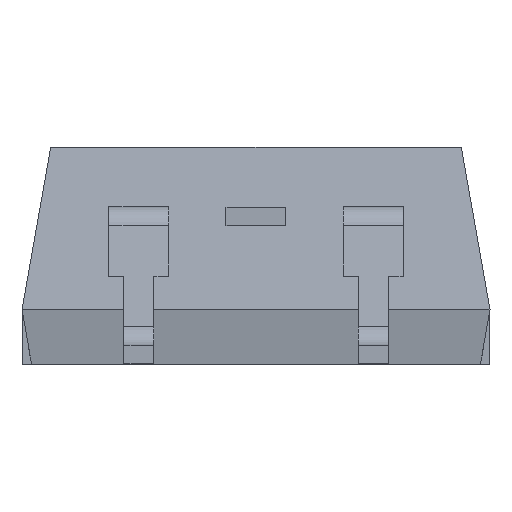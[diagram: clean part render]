
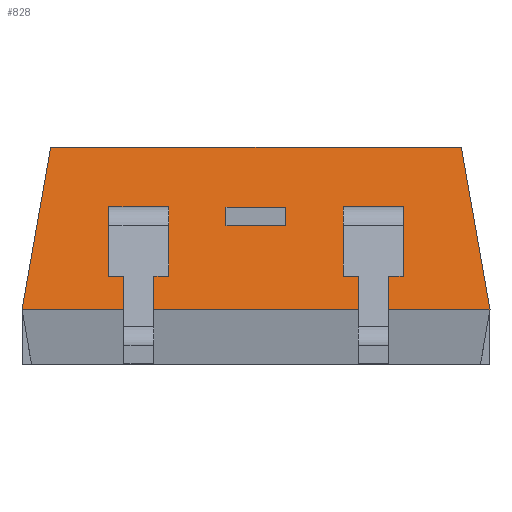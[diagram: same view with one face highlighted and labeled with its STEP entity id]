
A CAD part, top view. The second image highlights one B-rep face of the part: STEP entity #828.
In plain terms, the highlighted planar face has unit normal (0, 0.174, 0.985).
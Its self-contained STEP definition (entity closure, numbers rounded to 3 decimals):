
#10 = LINE ( 'NONE', #380, #472 ) ;
#108 = DIRECTION ( 'NONE',  ( 0., 0.174, 0.985 ) ) ;
#150 = CARTESIAN_POINT ( 'NONE',  ( -4.448, 3.525, 3.953 ) ) ;
#207 = VECTOR ( 'NONE', #346, 1000. ) ;
#214 = CARTESIAN_POINT ( 'NONE',  ( -5.07, 3.525, 3.953 ) ) ;
#232 = EDGE_CURVE ( 'NONE', #1187, #889, #792, .T. ) ;
#251 = DIRECTION ( 'NONE',  ( 0.171, -0.97, 0.171 ) ) ;
#346 = DIRECTION ( 'NONE',  ( 1., 0., 0. ) ) ;
#380 = CARTESIAN_POINT ( 'NONE',  ( -5.07, 0., 4.575 ) ) ;
#405 = ORIENTED_EDGE ( 'NONE', *, *, #232, .T. ) ;
#448 = AXIS2_PLACEMENT_3D ( 'NONE', #1167, #108, #635 ) ;
#472 = VECTOR ( 'NONE', #1284, 1000. ) ;
#635 = DIRECTION ( 'NONE',  ( 0., -0.985, 0.174 ) ) ;
#669 = EDGE_LOOP ( 'NONE', ( #405, #2282, #1756, #1540 ) ) ;
#738 = LINE ( 'NONE', #214, #1259 ) ;
#746 = CARTESIAN_POINT ( 'NONE',  ( -5.07, 0., 4.575 ) ) ;
#792 = LINE ( 'NONE', #2259, #207 ) ;
#828 = ADVANCED_FACE ( 'NONE', ( #1139 ), #1673, .T. ) ;
#840 = EDGE_CURVE ( 'NONE', #2041, #889, #1372, .T. ) ;
#889 = VERTEX_POINT ( 'NONE', #964 ) ;
#964 = CARTESIAN_POINT ( 'NONE',  ( 5.07, 0., 4.575 ) ) ;
#1103 = DIRECTION ( 'NONE',  ( 1., 0., 0. ) ) ;
#1139 = FACE_OUTER_BOUND ( 'NONE', #669, .T. ) ;
#1167 = CARTESIAN_POINT ( 'NONE',  ( -5.07, 0., 4.575 ) ) ;
#1187 = VERTEX_POINT ( 'NONE', #746 ) ;
#1200 = EDGE_CURVE ( 'NONE', #1399, #1187, #10, .T. ) ;
#1259 = VECTOR ( 'NONE', #1103, 1000. ) ;
#1284 = DIRECTION ( 'NONE',  ( -0.171, -0.97, 0.171 ) ) ;
#1330 = CARTESIAN_POINT ( 'NONE',  ( 4.802, 1.519, 4.307 ) ) ;
#1372 = LINE ( 'NONE', #1330, #1817 ) ;
#1399 = VERTEX_POINT ( 'NONE', #150 ) ;
#1490 = EDGE_CURVE ( 'NONE', #1399, #2041, #738, .T. ) ;
#1540 = ORIENTED_EDGE ( 'NONE', *, *, #1200, .T. ) ;
#1673 = PLANE ( 'NONE',  #448 ) ;
#1756 = ORIENTED_EDGE ( 'NONE', *, *, #1490, .F. ) ;
#1817 = VECTOR ( 'NONE', #251, 1000. ) ;
#1906 = CARTESIAN_POINT ( 'NONE',  ( 4.448, 3.525, 3.953 ) ) ;
#2041 = VERTEX_POINT ( 'NONE', #1906 ) ;
#2259 = CARTESIAN_POINT ( 'NONE',  ( -5.07, 0., 4.575 ) ) ;
#2282 = ORIENTED_EDGE ( 'NONE', *, *, #840, .F. ) ;
